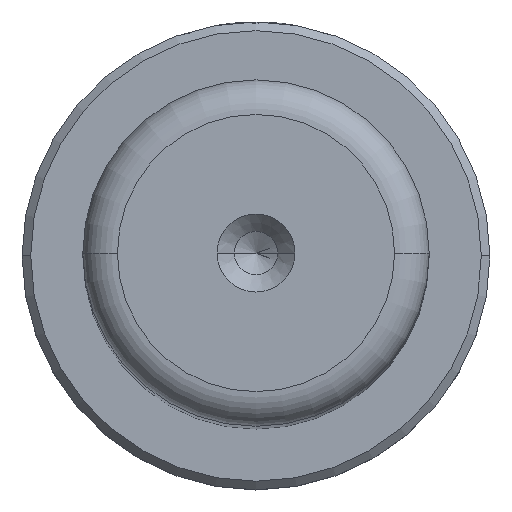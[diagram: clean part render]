
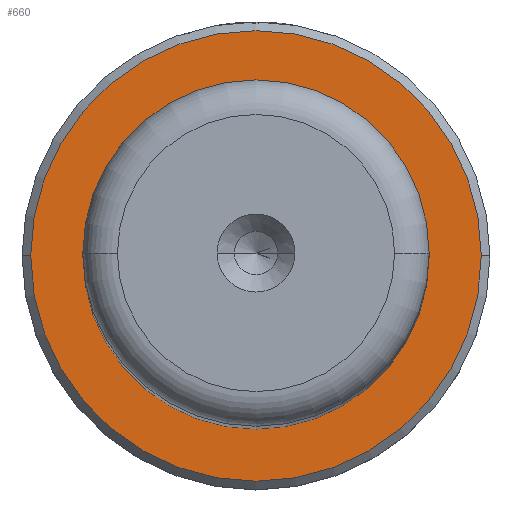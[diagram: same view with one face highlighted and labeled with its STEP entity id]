
A CAD part, top view. The second image highlights one B-rep face of the part: STEP entity #660.
In plain terms, the highlighted planar face has unit normal (0, 0, 1).
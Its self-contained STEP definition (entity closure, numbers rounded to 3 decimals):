
#8 = VERTEX_POINT ( 'NONE', #958 ) ;
#65 = DIRECTION ( 'NONE',  ( 1., 0., 0. ) ) ;
#98 = EDGE_CURVE ( 'NONE', #805, #1306, #280, .T. ) ;
#188 = EDGE_CURVE ( 'NONE', #8, #266, #1450, .T. ) ;
#208 = EDGE_CURVE ( 'NONE', #266, #8, #1245, .T. ) ;
#250 = EDGE_LOOP ( 'NONE', ( #1446, #355 ) ) ;
#266 = VERTEX_POINT ( 'NONE', #1172 ) ;
#280 = CIRCLE ( 'NONE', #1182, 9.495 ) ;
#355 = ORIENTED_EDGE ( 'NONE', *, *, #208, .T. ) ;
#427 = AXIS2_PLACEMENT_3D ( 'NONE', #753, #1888, #924 ) ;
#433 = CARTESIAN_POINT ( 'NONE',  ( 0., 0., 18. ) ) ;
#447 = FACE_BOUND ( 'NONE', #701, .T. ) ;
#592 = PLANE ( 'NONE',  #709 ) ;
#660 = ADVANCED_FACE ( 'NONE', ( #766, #447 ), #592, .T. ) ;
#685 = DIRECTION ( 'NONE',  ( 0., 0., -1. ) ) ;
#701 = EDGE_LOOP ( 'NONE', ( #1205, #1898 ) ) ;
#709 = AXIS2_PLACEMENT_3D ( 'NONE', #433, #910, #1724 ) ;
#753 = CARTESIAN_POINT ( 'NONE',  ( 0., 0., 18. ) ) ;
#766 = FACE_OUTER_BOUND ( 'NONE', #250, .T. ) ;
#788 = CIRCLE ( 'NONE', #427, 9.495 ) ;
#805 = VERTEX_POINT ( 'NONE', #1799 ) ;
#866 = DIRECTION ( 'NONE',  ( 0., 0., 1. ) ) ;
#910 = DIRECTION ( 'NONE',  ( 0., 0., 1. ) ) ;
#924 = DIRECTION ( 'NONE',  ( -1., 0., 0. ) ) ;
#958 = CARTESIAN_POINT ( 'NONE',  ( -13., 0., 18. ) ) ;
#1005 = DIRECTION ( 'NONE',  ( 0., 0., 1. ) ) ;
#1136 = EDGE_CURVE ( 'NONE', #1306, #805, #788, .T. ) ;
#1172 = CARTESIAN_POINT ( 'NONE',  ( 13., 0., 18. ) ) ;
#1182 = AXIS2_PLACEMENT_3D ( 'NONE', #1654, #685, #1822 ) ;
#1205 = ORIENTED_EDGE ( 'NONE', *, *, #98, .T. ) ;
#1245 = CIRCLE ( 'NONE', #1723, 13. ) ;
#1306 = VERTEX_POINT ( 'NONE', #2004 ) ;
#1446 = ORIENTED_EDGE ( 'NONE', *, *, #188, .T. ) ;
#1450 = CIRCLE ( 'NONE', #1512, 13. ) ;
#1512 = AXIS2_PLACEMENT_3D ( 'NONE', #1834, #866, #1641 ) ;
#1641 = DIRECTION ( 'NONE',  ( 1., 0., 0. ) ) ;
#1654 = CARTESIAN_POINT ( 'NONE',  ( 0., 0., 18. ) ) ;
#1723 = AXIS2_PLACEMENT_3D ( 'NONE', #1976, #1005, #65 ) ;
#1724 = DIRECTION ( 'NONE',  ( 1., 0., 0. ) ) ;
#1799 = CARTESIAN_POINT ( 'NONE',  ( -9.495, 0., 18. ) ) ;
#1822 = DIRECTION ( 'NONE',  ( -1., 0., 0. ) ) ;
#1834 = CARTESIAN_POINT ( 'NONE',  ( 0., 0., 18. ) ) ;
#1888 = DIRECTION ( 'NONE',  ( 0., 0., -1. ) ) ;
#1898 = ORIENTED_EDGE ( 'NONE', *, *, #1136, .T. ) ;
#1976 = CARTESIAN_POINT ( 'NONE',  ( 0., 0., 18. ) ) ;
#2004 = CARTESIAN_POINT ( 'NONE',  ( 9.495, 0., 18. ) ) ;
